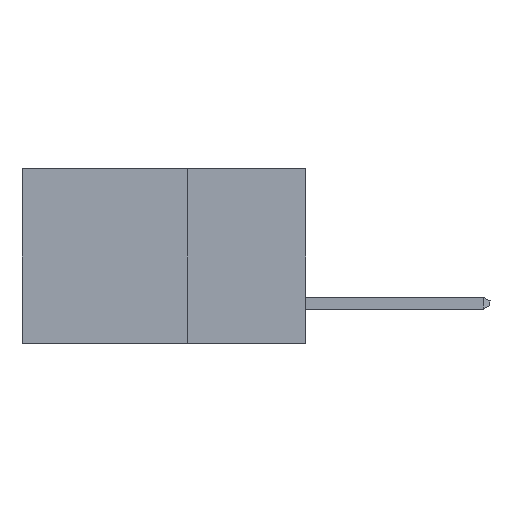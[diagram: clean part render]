
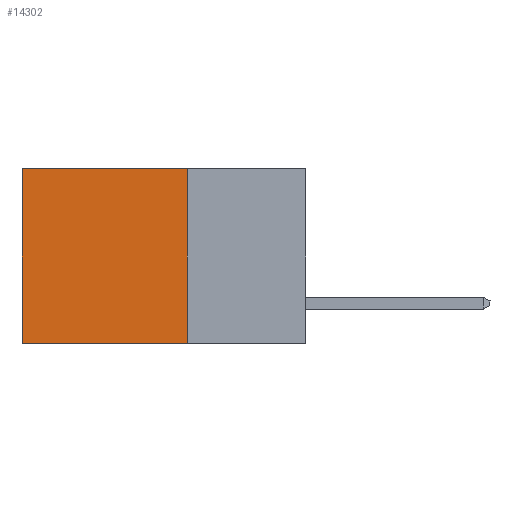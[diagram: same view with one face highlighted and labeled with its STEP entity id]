
A CAD part, left-side view. The second image highlights one B-rep face of the part: STEP entity #14302.
In plain terms, the highlighted planar face has unit normal (-1, 0, 0).
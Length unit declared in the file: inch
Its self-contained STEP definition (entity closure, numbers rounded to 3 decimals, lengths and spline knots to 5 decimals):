
#107 = ORIENTED_EDGE ( 'NONE', *, *, #19620, .T. ) ;
#654 = EDGE_LOOP ( 'NONE', ( #18413, #10000, #8035, #107 ) ) ;
#2342 = DIRECTION ( 'NONE',  ( 0., 1., 0. ) ) ;
#3230 = EDGE_CURVE ( 'NONE', #9674, #17232, #19557, .T. ) ;
#3774 = CARTESIAN_POINT ( 'NONE',  ( 0.2615, 0.6, -0.37 ) ) ;
#4024 = DIRECTION ( 'NONE',  ( 0., 1., 0. ) ) ;
#4425 = LINE ( 'NONE', #7356, #13505 ) ;
#5320 = VECTOR ( 'NONE', #2342, 39.37008 ) ;
#5727 = CARTESIAN_POINT ( 'NONE',  ( 0.2615, 0.25, -0.37 ) ) ;
#5820 = DIRECTION ( 'NONE',  ( 1., 0., 0. ) ) ;
#7356 = CARTESIAN_POINT ( 'NONE',  ( 0.2615, 0.25, -0.37 ) ) ;
#7660 = CARTESIAN_POINT ( 'NONE',  ( 0.2615, 0.25, -0.37 ) ) ;
#7668 = VERTEX_POINT ( 'NONE', #7660 ) ;
#8035 = ORIENTED_EDGE ( 'NONE', *, *, #15357, .F. ) ;
#8972 = DIRECTION ( 'NONE',  ( 0., 0., -1. ) ) ;
#9221 = VECTOR ( 'NONE', #8972, 39.37008 ) ;
#9674 = VERTEX_POINT ( 'NONE', #18347 ) ;
#10000 = ORIENTED_EDGE ( 'NONE', *, *, #18123, .F. ) ;
#10953 = CARTESIAN_POINT ( 'NONE',  ( 0.2615, 0.6, -0.37 ) ) ;
#11088 = DIRECTION ( 'NONE',  ( 0., 0., -1. ) ) ;
#12981 = CARTESIAN_POINT ( 'NONE',  ( 0.2615, 0.25, 0. ) ) ;
#13092 = VECTOR ( 'NONE', #11088, 39.37008 ) ;
#13505 = VECTOR ( 'NONE', #4024, 39.37008 ) ;
#14198 = LINE ( 'NONE', #18946, #13092 ) ;
#14302 = ADVANCED_FACE ( 'NONE', ( #18107 ), #15330, .F. ) ;
#14649 = LINE ( 'NONE', #12981, #5320 ) ;
#15330 = PLANE ( 'NONE',  #16357 ) ;
#15357 = EDGE_CURVE ( 'NONE', #19065, #7668, #14198, .T. ) ;
#15845 = CARTESIAN_POINT ( 'NONE',  ( 0.2615, 0.25, 0. ) ) ;
#16357 = AXIS2_PLACEMENT_3D ( 'NONE', #5727, #5820, #18320 ) ;
#17232 = VERTEX_POINT ( 'NONE', #3774 ) ;
#18107 = FACE_OUTER_BOUND ( 'NONE', #654, .T. ) ;
#18123 = EDGE_CURVE ( 'NONE', #7668, #17232, #4425, .T. ) ;
#18320 = DIRECTION ( 'NONE',  ( 0., 0., -1. ) ) ;
#18347 = CARTESIAN_POINT ( 'NONE',  ( 0.2615, 0.6, 0. ) ) ;
#18413 = ORIENTED_EDGE ( 'NONE', *, *, #3230, .T. ) ;
#18946 = CARTESIAN_POINT ( 'NONE',  ( 0.2615, 0.25, -0.37 ) ) ;
#19065 = VERTEX_POINT ( 'NONE', #15845 ) ;
#19557 = LINE ( 'NONE', #10953, #9221 ) ;
#19620 = EDGE_CURVE ( 'NONE', #19065, #9674, #14649, .T. ) ;
